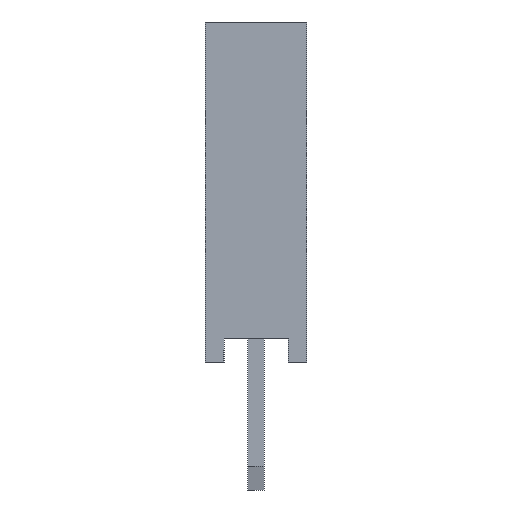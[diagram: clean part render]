
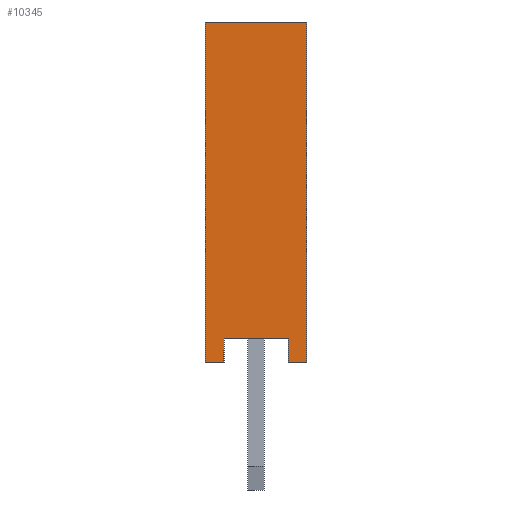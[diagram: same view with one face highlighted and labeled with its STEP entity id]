
A CAD part, left-side view. The second image highlights one B-rep face of the part: STEP entity #10345.
In plain terms, the highlighted planar face has unit normal (-1, 0, 0).
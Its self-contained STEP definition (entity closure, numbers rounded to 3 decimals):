
#137 = CARTESIAN_POINT ( 'NONE',  ( -1.27, 0.47, 0. ) ) ;
#193 = CARTESIAN_POINT ( 'NONE',  ( -1.27, 0.47, 0.6 ) ) ;
#770 = DIRECTION ( 'NONE',  ( 0., -1., 0. ) ) ;
#875 = DIRECTION ( 'NONE',  ( 0., 0., -1. ) ) ;
#1174 = CARTESIAN_POINT ( 'NONE',  ( -1.27, 0.47, 0.6 ) ) ;
#1240 = VECTOR ( 'NONE', #10832, 1000. ) ;
#1328 = VERTEX_POINT ( 'NONE', #1174 ) ;
#1516 = VERTEX_POINT ( 'NONE', #7837 ) ;
#1667 = VECTOR ( 'NONE', #875, 1000. ) ;
#1973 = LINE ( 'NONE', #3959, #1240 ) ;
#2047 = CARTESIAN_POINT ( 'NONE',  ( -1.27, 0., 8.5 ) ) ;
#2245 = CARTESIAN_POINT ( 'NONE',  ( -1.27, 0.47, 0.6 ) ) ;
#2704 = LINE ( 'NONE', #193, #4481 ) ;
#2906 = ORIENTED_EDGE ( 'NONE', *, *, #6783, .F. ) ;
#2981 = CARTESIAN_POINT ( 'NONE',  ( -1.27, 2.54, 0. ) ) ;
#3026 = ORIENTED_EDGE ( 'NONE', *, *, #8961, .T. ) ;
#3028 = EDGE_CURVE ( 'NONE', #4812, #1328, #2704, .T. ) ;
#3122 = ORIENTED_EDGE ( 'NONE', *, *, #4746, .T. ) ;
#3380 = CARTESIAN_POINT ( 'NONE',  ( -1.27, 0., 0. ) ) ;
#3959 = CARTESIAN_POINT ( 'NONE',  ( -1.27, 2.54, 0. ) ) ;
#4082 = EDGE_CURVE ( 'NONE', #6327, #1516, #8555, .T. ) ;
#4275 = CARTESIAN_POINT ( 'NONE',  ( -1.27, 2.07, 0.6 ) ) ;
#4299 = EDGE_CURVE ( 'NONE', #6979, #9225, #5967, .T. ) ;
#4430 = ORIENTED_EDGE ( 'NONE', *, *, #4299, .F. ) ;
#4481 = VECTOR ( 'NONE', #8859, 1000. ) ;
#4603 = DIRECTION ( 'NONE',  ( 0., 0., -1. ) ) ;
#4746 = EDGE_CURVE ( 'NONE', #4812, #7172, #5034, .T. ) ;
#4779 = ORIENTED_EDGE ( 'NONE', *, *, #3028, .F. ) ;
#4812 = VERTEX_POINT ( 'NONE', #137 ) ;
#5013 = DIRECTION ( 'NONE',  ( 0., 0., -1. ) ) ;
#5034 = LINE ( 'NONE', #9405, #5415 ) ;
#5261 = AXIS2_PLACEMENT_3D ( 'NONE', #5976, #9508, #6900 ) ;
#5415 = VECTOR ( 'NONE', #770, 1000. ) ;
#5967 = LINE ( 'NONE', #7649, #10115 ) ;
#5976 = CARTESIAN_POINT ( 'NONE',  ( -1.27, 2.54, 8.5 ) ) ;
#6023 = VECTOR ( 'NONE', #6409, 1000. ) ;
#6073 = DIRECTION ( 'NONE',  ( 0., -1., 0. ) ) ;
#6079 = CARTESIAN_POINT ( 'NONE',  ( -1.27, 2.54, 8.5 ) ) ;
#6221 = VECTOR ( 'NONE', #5013, 1000. ) ;
#6327 = VERTEX_POINT ( 'NONE', #9520 ) ;
#6409 = DIRECTION ( 'NONE',  ( 0., 1., 0. ) ) ;
#6783 = EDGE_CURVE ( 'NONE', #1328, #6327, #10758, .T. ) ;
#6900 = DIRECTION ( 'NONE',  ( 0., 0., -1. ) ) ;
#6979 = VERTEX_POINT ( 'NONE', #7004 ) ;
#7004 = CARTESIAN_POINT ( 'NONE',  ( -1.27, 2.54, 8.5 ) ) ;
#7008 = EDGE_CURVE ( 'NONE', #9225, #7172, #10746, .T. ) ;
#7120 = PLANE ( 'NONE',  #5261 ) ;
#7172 = VERTEX_POINT ( 'NONE', #3380 ) ;
#7649 = CARTESIAN_POINT ( 'NONE',  ( -1.27, 2.54, 8.5 ) ) ;
#7794 = ORIENTED_EDGE ( 'NONE', *, *, #8829, .T. ) ;
#7837 = CARTESIAN_POINT ( 'NONE',  ( -1.27, 2.07, 0. ) ) ;
#8386 = CARTESIAN_POINT ( 'NONE',  ( -1.27, 0., 8.5 ) ) ;
#8555 = LINE ( 'NONE', #4275, #6221 ) ;
#8808 = VECTOR ( 'NONE', #4603, 1000. ) ;
#8829 = EDGE_CURVE ( 'NONE', #9181, #1516, #1973, .T. ) ;
#8859 = DIRECTION ( 'NONE',  ( 0., 0., 1. ) ) ;
#8961 = EDGE_CURVE ( 'NONE', #6979, #9181, #10414, .T. ) ;
#9049 = ORIENTED_EDGE ( 'NONE', *, *, #4082, .F. ) ;
#9181 = VERTEX_POINT ( 'NONE', #2981 ) ;
#9225 = VERTEX_POINT ( 'NONE', #8386 ) ;
#9405 = CARTESIAN_POINT ( 'NONE',  ( -1.27, 2.54, 0. ) ) ;
#9508 = DIRECTION ( 'NONE',  ( 1., 0., 0. ) ) ;
#9520 = CARTESIAN_POINT ( 'NONE',  ( -1.27, 2.07, 0.6 ) ) ;
#9527 = ORIENTED_EDGE ( 'NONE', *, *, #7008, .F. ) ;
#10100 = EDGE_LOOP ( 'NONE', ( #7794, #9049, #2906, #4779, #3122, #9527, #4430, #3026 ) ) ;
#10115 = VECTOR ( 'NONE', #6073, 1000. ) ;
#10345 = ADVANCED_FACE ( 'NONE', ( #10590 ), #7120, .F. ) ;
#10414 = LINE ( 'NONE', #6079, #1667 ) ;
#10590 = FACE_OUTER_BOUND ( 'NONE', #10100, .T. ) ;
#10746 = LINE ( 'NONE', #2047, #8808 ) ;
#10758 = LINE ( 'NONE', #2245, #6023 ) ;
#10832 = DIRECTION ( 'NONE',  ( 0., -1., 0. ) ) ;
